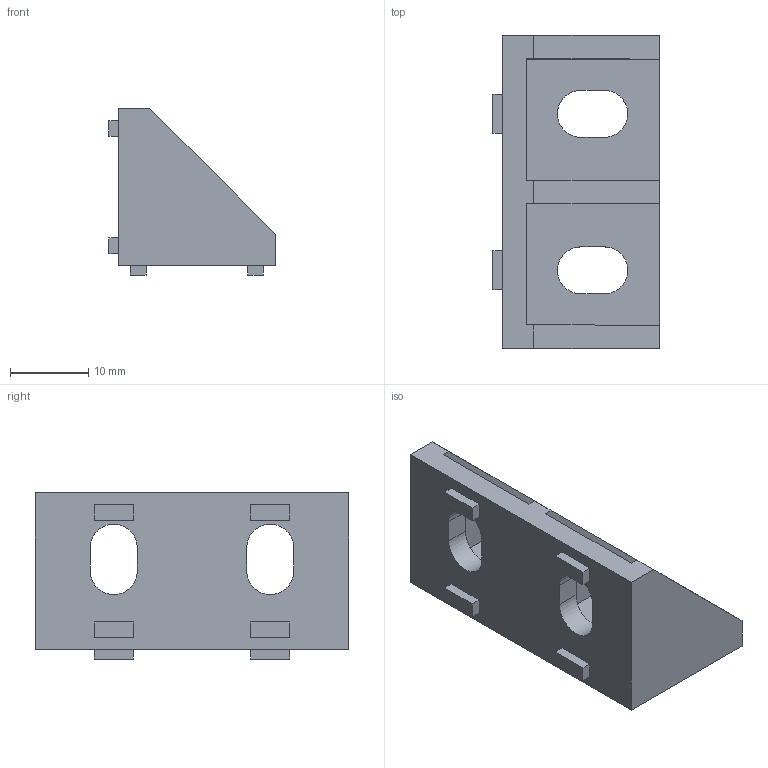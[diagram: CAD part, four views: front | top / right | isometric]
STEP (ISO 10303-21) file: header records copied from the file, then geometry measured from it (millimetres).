
FILE_DESCRIPTION(('FreeCAD Model'),'2;1');
FILE_NAME('Open CASCADE Shape Model','2025-12-01T19:56:55',(''),(''), 'Open CASCADE STEP processor 7.9','FreeCAD','Unknown');
FILE_SCHEMA(('AUTOMOTIVE_DESIGN { 1 0 10303 214 1 1 1 1 }'));
Length unit declared in the file: millimetre
Products named in the file (1): Clone058
Bounding box: 21.25 x 40 x 21.25 mm (x, y, z)
Volume: 5433.7 mm3; surface area: 4371.6 mm2
Topology: 1 solids, 1 shells, 73 faces, 189 edges, 126 vertices
Faces by surface type: plane 65, cylinder 8
Entity records: 2237 total; most frequent: CARTESIAN_POINT 389, ORIENTED_EDGE 378, DIRECTION 353, EDGE_CURVE 189, LINE 173, VECTOR 173, VERTEX_POINT 126, AXIS2_PLACEMENT_3D 90
